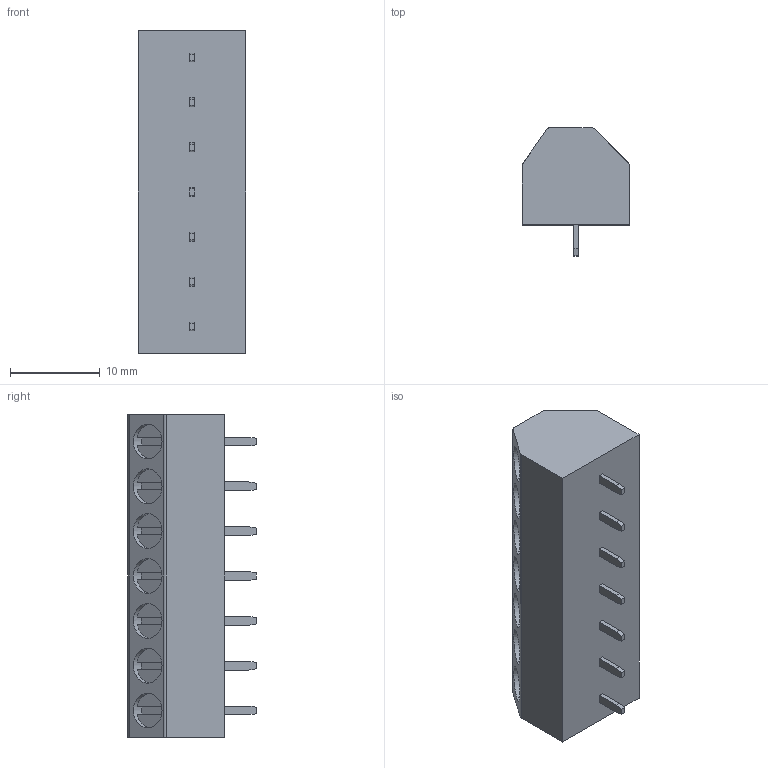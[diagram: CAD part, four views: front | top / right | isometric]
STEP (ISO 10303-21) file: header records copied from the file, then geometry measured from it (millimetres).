
FILE_DESCRIPTION((''),'2;1');
FILE_NAME('PRT0002','2024-10-19T',('sj'),(''),'PRO/ENGINEER BY PARAMETRIC TECHNOLOGY CORPORATION, 2013240','PRO/ENGINEER BY PARAMETRIC TECHNOLOGY CORPORATION, 2013240','');
FILE_SCHEMA(('AUTOMOTIVE_DESIGN_CC2 { 1 2 10303 214 -1 1 5 2 }'));
Length unit declared in the file: millimetre
Products named in the file (1): PRT0002
Bounding box: 12 x 14.3 x 36 mm (x, y, z)
Volume: 3938.1 mm3; surface area: 2004.8 mm2
Topology: 1 solids, 1 shells, 166 faces, 429 edges, 286 vertices
Faces by surface type: plane 148, cylinder 18
Entity records: 5037 total; most frequent: CARTESIAN_POINT 881, ORIENTED_EDGE 858, DIRECTION 825, EDGE_CURVE 429, VECTOR 365, LINE 365, VERTEX_POINT 286, AXIS2_PLACEMENT_3D 230
